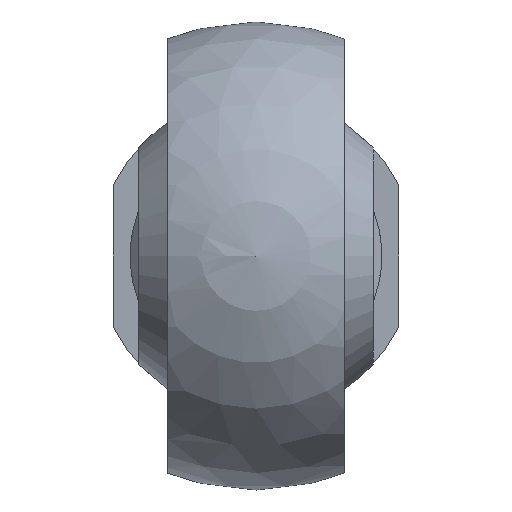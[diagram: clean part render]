
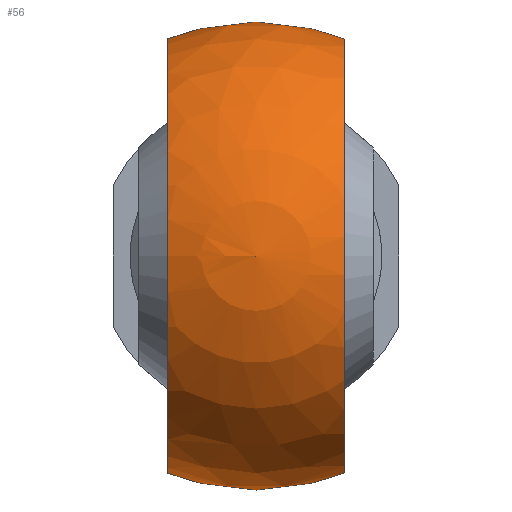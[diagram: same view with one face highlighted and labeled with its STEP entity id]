
A CAD part, left-side view. The second image highlights one B-rep face of the part: STEP entity #56.
In plain terms, the highlighted spherical face has radius 14 mm.
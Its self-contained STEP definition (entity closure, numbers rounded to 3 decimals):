
#56 = ADVANCED_FACE( '', ( #128, #129 ), #130, .T. );
#128 = FACE_BOUND( '', #223, .T. );
#129 = FACE_OUTER_BOUND( '', #224, .T. );
#130 = SPHERICAL_SURFACE( '', #225, 14. );
#223 = VERTEX_LOOP( '', #326 );
#224 = EDGE_LOOP( '', ( #327, #328, #329, #330 ) );
#225 = AXIS2_PLACEMENT_3D( '', #331, #332, #333 );
#326 = VERTEX_POINT( '', #495 );
#327 = ORIENTED_EDGE( '', *, *, #496, .F. );
#328 = ORIENTED_EDGE( '', *, *, #497, .T. );
#329 = ORIENTED_EDGE( '', *, *, #498, .F. );
#330 = ORIENTED_EDGE( '', *, *, #499, .T. );
#331 = CARTESIAN_POINT( '', ( 0., 0., 0. ) );
#332 = DIRECTION( '', ( 1., 0., 0. ) );
#333 = DIRECTION( '', ( 0., 1., 0. ) );
#495 = CARTESIAN_POINT( '', ( -14., 0., 0. ) );
#496 = EDGE_CURVE( '', #574, #575, #576, .T. );
#497 = EDGE_CURVE( '', #574, #577, #578, .F. );
#498 = EDGE_CURVE( '', #579, #577, #580, .T. );
#499 = EDGE_CURVE( '', #579, #575, #581, .F. );
#574 = VERTEX_POINT( '', #676 );
#575 = VERTEX_POINT( '', #677 );
#576 = CIRCLE( '', #678, 11.912 );
#577 = VERTEX_POINT( '', #679 );
#578 = CIRCLE( '', #680, 12.978 );
#579 = VERTEX_POINT( '', #681 );
#580 = CIRCLE( '', #682, 11.912 );
#581 = CIRCLE( '', #683, 12.978 );
#676 = CARTESIAN_POINT( '', ( 7.356, -5.25, -10.692 ) );
#677 = CARTESIAN_POINT( '', ( 7.356, 5.25, -10.692 ) );
#678 = AXIS2_PLACEMENT_3D( '', #812, #813, #814 );
#679 = CARTESIAN_POINT( '', ( 7.356, -5.25, 10.692 ) );
#680 = AXIS2_PLACEMENT_3D( '', #815, #816, #817 );
#681 = CARTESIAN_POINT( '', ( 7.356, 5.25, 10.692 ) );
#682 = AXIS2_PLACEMENT_3D( '', #818, #819, #820 );
#683 = AXIS2_PLACEMENT_3D( '', #821, #822, #823 );
#812 = CARTESIAN_POINT( '', ( 7.356, 0., 0. ) );
#813 = DIRECTION( '', ( 1., 0., 0. ) );
#814 = DIRECTION( '', ( 0., 0., -1. ) );
#815 = CARTESIAN_POINT( '', ( 0., -5.25, 0. ) );
#816 = DIRECTION( '', ( 0., -1., 0. ) );
#817 = DIRECTION( '', ( 0., 0., -1. ) );
#818 = CARTESIAN_POINT( '', ( 7.356, 0., 0. ) );
#819 = DIRECTION( '', ( 1., 0., 0. ) );
#820 = DIRECTION( '', ( 0., 0., -1. ) );
#821 = CARTESIAN_POINT( '', ( 0., 5.25, 0. ) );
#822 = DIRECTION( '', ( 0., 1., 0. ) );
#823 = DIRECTION( '', ( 0., 0., 1. ) );
